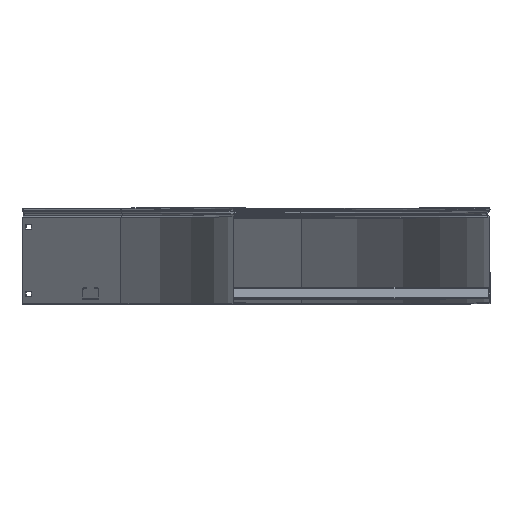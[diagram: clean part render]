
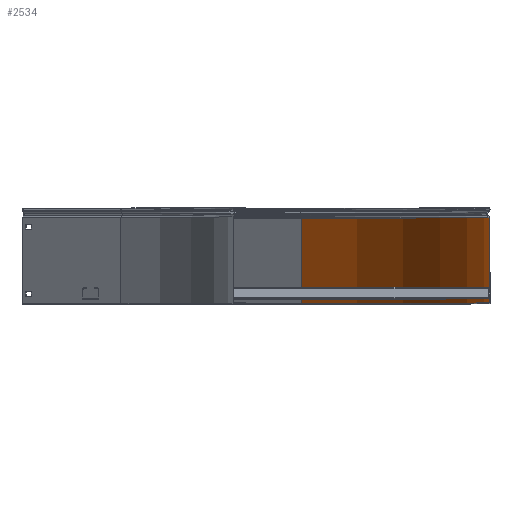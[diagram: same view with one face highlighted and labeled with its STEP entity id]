
A CAD part, top view. The second image highlights one B-rep face of the part: STEP entity #2534.
In plain terms, the highlighted cylindrical face has radius 1001 mm (diameter 2002 mm), a partial arc.
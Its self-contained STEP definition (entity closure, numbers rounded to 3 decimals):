
#996 = DIRECTION ( 'NONE',  ( 0., 1., 0. ) ) ;
#1221 = VERTEX_POINT ( 'NONE', #7930 ) ;
#1470 = CARTESIAN_POINT ( 'NONE',  ( 707.814, 134.499, -707.814 ) ) ;
#1612 = LINE ( 'NONE', #4779, #4819 ) ;
#2160 = AXIS2_PLACEMENT_3D ( 'NONE', #6563, #2675, #6645 ) ;
#2241 = CYLINDRICAL_SURFACE ( 'NONE', #2160, 1001. ) ;
#2486 = EDGE_CURVE ( 'NONE', #1221, #4625, #4860, .T. ) ;
#2534 = ADVANCED_FACE ( 'NONE', ( #8283 ), #2241, .F. ) ;
#2669 = ORIENTED_EDGE ( 'NONE', *, *, #2976, .F. ) ;
#2675 = DIRECTION ( 'NONE',  ( 0., 1., 0. ) ) ;
#2831 = DIRECTION ( 'NONE',  ( 0., 0., 1. ) ) ;
#2976 = EDGE_CURVE ( 'NONE', #4007, #4625, #3944, .T. ) ;
#3158 = DIRECTION ( 'NONE',  ( 0., 0., 1. ) ) ;
#3253 = EDGE_CURVE ( 'NONE', #4007, #6948, #7476, .T. ) ;
#3603 = CARTESIAN_POINT ( 'NONE',  ( 707.814, 1.2, -707.814 ) ) ;
#3740 = DIRECTION ( 'NONE',  ( 0., 1., 0. ) ) ;
#3825 = ORIENTED_EDGE ( 'NONE', *, *, #2486, .T. ) ;
#3944 = LINE ( 'NONE', #5034, #6875 ) ;
#4007 = VERTEX_POINT ( 'NONE', #3603 ) ;
#4473 = DIRECTION ( 'NONE',  ( 0., 1., 0. ) ) ;
#4625 = VERTEX_POINT ( 'NONE', #1470 ) ;
#4779 = CARTESIAN_POINT ( 'NONE',  ( 1001., 0., 0. ) ) ;
#4819 = VECTOR ( 'NONE', #996, 1000. ) ;
#4860 = CIRCLE ( 'NONE', #6204, 1001. ) ;
#5034 = CARTESIAN_POINT ( 'NONE',  ( 707.814, 2.2, -707.814 ) ) ;
#5349 = ORIENTED_EDGE ( 'NONE', *, *, #5357, .T. ) ;
#5357 = EDGE_CURVE ( 'NONE', #6948, #1221, #1612, .T. ) ;
#5376 = CARTESIAN_POINT ( 'NONE',  ( 0., 1.2, 0. ) ) ;
#5822 = CARTESIAN_POINT ( 'NONE',  ( 1001., 1.2, 0. ) ) ;
#6003 = DIRECTION ( 'NONE',  ( 0., -1., 0. ) ) ;
#6204 = AXIS2_PLACEMENT_3D ( 'NONE', #6384, #3740, #3158 ) ;
#6384 = CARTESIAN_POINT ( 'NONE',  ( 0., 134.499, 0. ) ) ;
#6563 = CARTESIAN_POINT ( 'NONE',  ( 0., 0., 0. ) ) ;
#6645 = DIRECTION ( 'NONE',  ( 0., 0., 1. ) ) ;
#6875 = VECTOR ( 'NONE', #4473, 1000. ) ;
#6948 = VERTEX_POINT ( 'NONE', #5822 ) ;
#7242 = ORIENTED_EDGE ( 'NONE', *, *, #3253, .T. ) ;
#7244 = AXIS2_PLACEMENT_3D ( 'NONE', #5376, #6003, #2831 ) ;
#7426 = EDGE_LOOP ( 'NONE', ( #3825, #2669, #7242, #5349 ) ) ;
#7476 = CIRCLE ( 'NONE', #7244, 1001. ) ;
#7930 = CARTESIAN_POINT ( 'NONE',  ( 1001., 134.499, 0. ) ) ;
#8283 = FACE_OUTER_BOUND ( 'NONE', #7426, .T. ) ;
